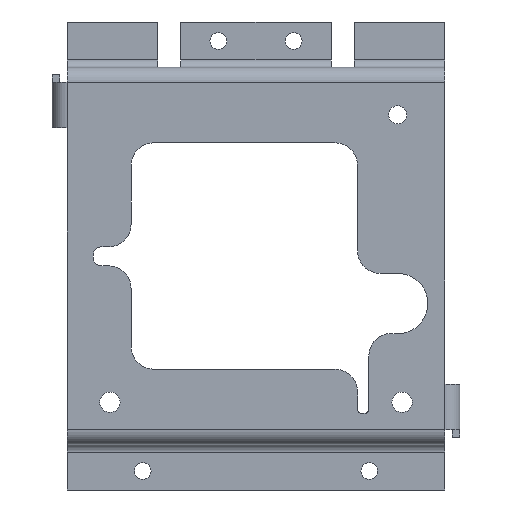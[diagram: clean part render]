
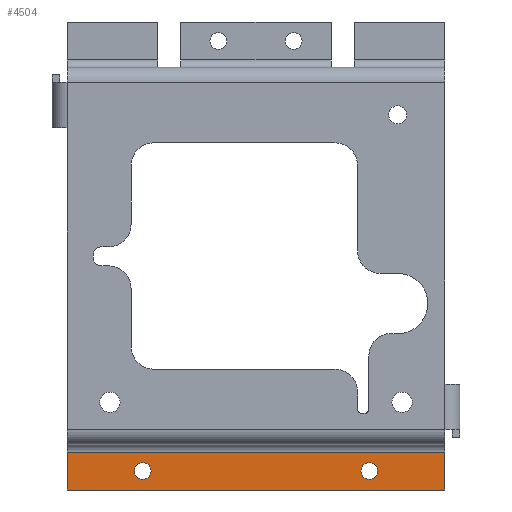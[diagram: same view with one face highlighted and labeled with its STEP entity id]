
A CAD part, left-side view. The second image highlights one B-rep face of the part: STEP entity #4504.
In plain terms, the highlighted planar face has unit normal (-1, 0, 0).
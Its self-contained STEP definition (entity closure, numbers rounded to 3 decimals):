
#1243=DIRECTION('',(0.,0.,-1.));
#1244=VECTOR('',#1243,5.);
#1245=CARTESIAN_POINT('',(23.75,-25.,-1.));
#1246=LINE('',#1245,#1244);
#1247=DIRECTION('',(0.,1.,0.));
#1248=VECTOR('',#1247,50.);
#1249=CARTESIAN_POINT('',(23.75,-25.,-6.));
#1250=LINE('',#1249,#1248);
#1251=DIRECTION('',(0.,0.,1.));
#1252=VECTOR('',#1251,5.);
#1253=CARTESIAN_POINT('',(23.75,25.,-6.));
#1254=LINE('',#1253,#1252);
#1255=CARTESIAN_POINT('',(23.75,15.,-3.5));
#1256=DIRECTION('',(-1.,0.,0.));
#1257=DIRECTION('',(0.,1.,0.));
#1258=AXIS2_PLACEMENT_3D('',#1255,#1256,#1257);
#1260=CARTESIAN_POINT('',(23.75,15.,-3.5));
#1261=DIRECTION('',(-1.,0.,0.));
#1262=DIRECTION('',(0.,-1.,0.));
#1263=AXIS2_PLACEMENT_3D('',#1260,#1261,#1262);
#1265=CARTESIAN_POINT('',(23.75,-15.,-3.5));
#1266=DIRECTION('',(-1.,0.,0.));
#1267=DIRECTION('',(0.,1.,0.));
#1268=AXIS2_PLACEMENT_3D('',#1265,#1266,#1267);
#1270=CARTESIAN_POINT('',(23.75,-15.,-3.5));
#1271=DIRECTION('',(-1.,0.,0.));
#1272=DIRECTION('',(0.,-1.,0.));
#1273=AXIS2_PLACEMENT_3D('',#1270,#1271,#1272);
#1275=DIRECTION('',(0.,-1.,0.));
#1276=VECTOR('',#1275,50.);
#1277=CARTESIAN_POINT('',(23.75,25.,-1.));
#1278=LINE('',#1277,#1276);
#2311=CARTESIAN_POINT('',(23.75,-25.,-1.));
#2312=CARTESIAN_POINT('',(23.75,-25.,-6.));
#2313=VERTEX_POINT('',#2311);
#2314=VERTEX_POINT('',#2312);
#2315=CARTESIAN_POINT('',(23.75,25.,-6.));
#2316=VERTEX_POINT('',#2315);
#2317=CARTESIAN_POINT('',(23.75,25.,-1.));
#2318=VERTEX_POINT('',#2317);
#2415=CARTESIAN_POINT('',(23.75,16.1,-3.5));
#2416=VERTEX_POINT('',#2415);
#2417=CARTESIAN_POINT('',(23.75,13.9,-3.5));
#2418=VERTEX_POINT('',#2417);
#2423=CARTESIAN_POINT('',(23.75,-13.9,-3.5));
#2424=VERTEX_POINT('',#2423);
#2425=CARTESIAN_POINT('',(23.75,-16.1,-3.5));
#2426=VERTEX_POINT('',#2425);
#4480=CARTESIAN_POINT('',(23.75,-25.,1.));
#4481=DIRECTION('',(1.,0.,0.));
#4482=DIRECTION('',(0.,-1.,0.));
#4483=AXIS2_PLACEMENT_3D('',#4480,#4481,#4482);
#4484=PLANE('',#4483);
#4485=ORIENTED_EDGE('',*,*,#4446,.T.);
#4486=ORIENTED_EDGE('',*,*,#4461,.T.);
#4487=ORIENTED_EDGE('',*,*,#4474,.T.);
#4489=ORIENTED_EDGE('',*,*,#4488,.T.);
#4490=EDGE_LOOP('',(#4485,#4486,#4487,#4489));
#4491=FACE_OUTER_BOUND('',#4490,.F.);
#4493=ORIENTED_EDGE('',*,*,#4492,.T.);
#4495=ORIENTED_EDGE('',*,*,#4494,.T.);
#4496=EDGE_LOOP('',(#4493,#4495));
#4497=FACE_BOUND('',#4496,.F.);
#4499=ORIENTED_EDGE('',*,*,#4498,.T.);
#4501=ORIENTED_EDGE('',*,*,#4500,.T.);
#4502=EDGE_LOOP('',(#4499,#4501));
#4503=FACE_BOUND('',#4502,.F.);
#4504=ADVANCED_FACE('',(#4491,#4497,#4503),#4484,.F.);
#1259=CIRCLE('',#1258,1.1);
#1264=CIRCLE('',#1263,1.1);
#1269=CIRCLE('',#1268,1.1);
#1274=CIRCLE('',#1273,1.1);
#4446=EDGE_CURVE('',#2313,#2314,#1246,.T.);
#4461=EDGE_CURVE('',#2314,#2316,#1250,.T.);
#4474=EDGE_CURVE('',#2316,#2318,#1254,.T.);
#4488=EDGE_CURVE('',#2318,#2313,#1278,.T.);
#4492=EDGE_CURVE('',#2416,#2418,#1259,.T.);
#4494=EDGE_CURVE('',#2418,#2416,#1264,.T.);
#4498=EDGE_CURVE('',#2424,#2426,#1269,.T.);
#4500=EDGE_CURVE('',#2426,#2424,#1274,.T.);
